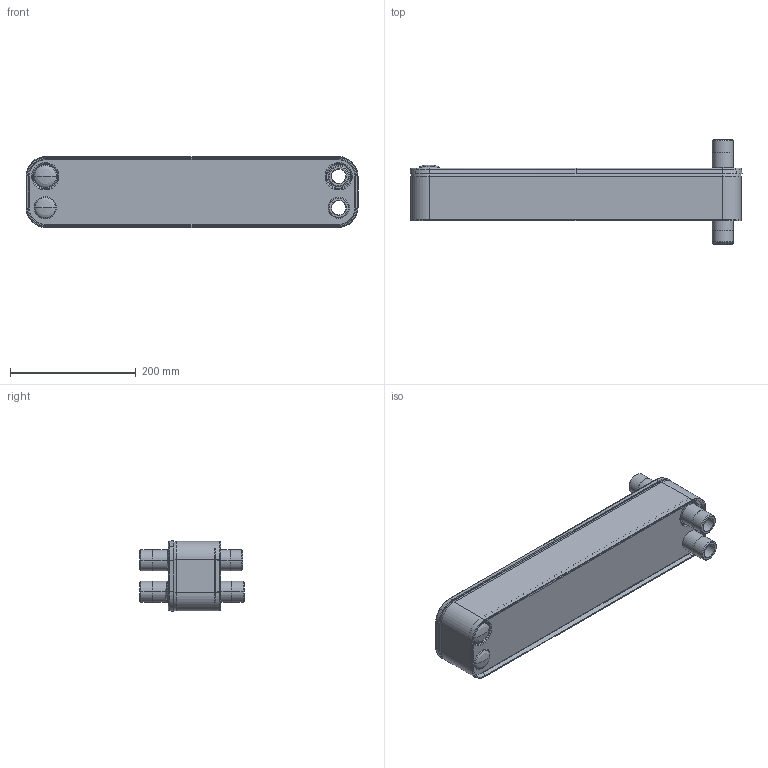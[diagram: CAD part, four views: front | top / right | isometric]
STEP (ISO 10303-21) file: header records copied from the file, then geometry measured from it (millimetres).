
FILE_DESCRIPTION((''),'2;1');
FILE_NAME('CB60_30H_3287079665_ASM','2012-04-16T',('CNSHLGO'),(''),'PRO/ENGINEER BY PARAMETRIC TECHNOLOGY CORPORATION, 2007390','PRO/ENGINEER BY PARAMETRIC TECHNOLOGY CORPORATION, 2007390','');
FILE_SCHEMA(('CONFIG_CONTROL_DESIGN'));
Length unit declared in the file: millimetre
Products named in the file (5): CB60-30H_CH_BLOCK; CB60_FP_S2S3_25; CB60_PP_T2T3_25; V22_ISO_228-1; CB60_30H_3287079665_ASM
Assembly tree (7 placements, depth 2):
  CB60_30H_3287079665_ASM
    CB60-30H_CH_BLOCK
    CB60_FP_S2S3_25
    CB60_PP_T2T3_25
    V22_ISO_228-1  x4
Bounding box: 527.36 x 165.5 x 112.91 mm (x, y, z)
Volume: 4172177.7 mm3; surface area: 542425.3 mm2
Topology: 7 solids, 9 shells, 385 faces, 827 edges, 492 vertices
Faces by surface type: plane 90, cone 84, cylinder 76, torus 74, bspline 45, revolution 16
Entity records: 13439 total; most frequent: CARTESIAN_POINT 6497, DIRECTION 1498, ORIENTED_EDGE 1354, EDGE_CURVE 677, AXIS2_PLACEMENT_3D 613, VERTEX_POINT 402, CIRCLE 352, EDGE_LOOP 351
